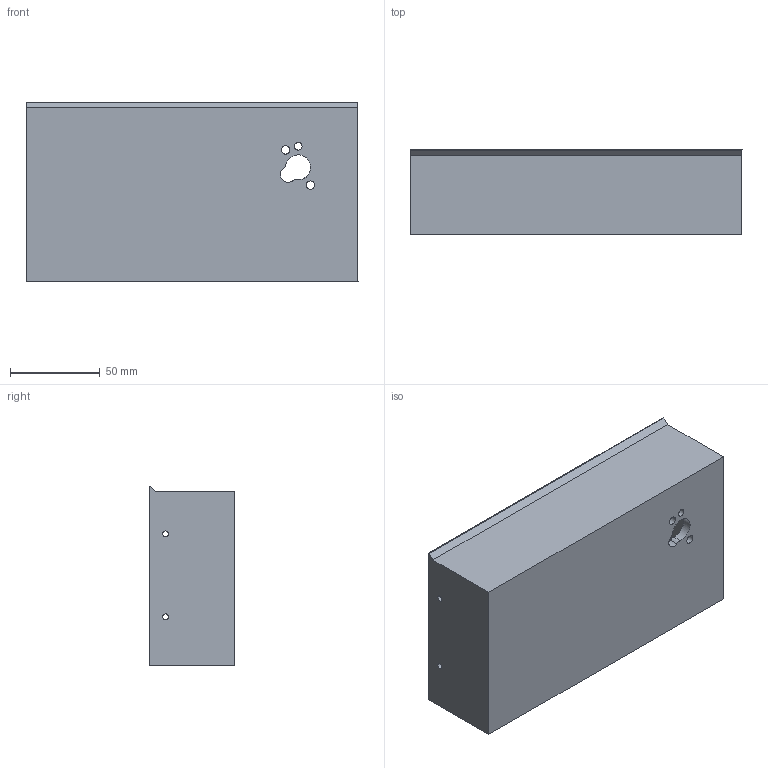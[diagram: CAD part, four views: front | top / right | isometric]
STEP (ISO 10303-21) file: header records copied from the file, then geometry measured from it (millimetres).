
FILE_DESCRIPTION(('HOOPS Exchange Step'),'2;1');
FILE_NAME('Umbilical Panel NH36.stp','2026-02-25T15:16:31-05:00',('RED'),('Unknown organisation'),'HOOPS Exchange 2025.8','HOOPS Exchange','Unknown authorisation');
FILE_SCHEMA( ('AP203_CONFIGURATION_CONTROLLED_3D_DESIGN_OF_MECHANICAL_PARTS_AND_ASSEMBLIES_MIM_LF') );
Length unit declared in the file: millimetre
Products named in the file (2): 0; root
Assembly tree (1 placements, depth 2):
  root
    0
Bounding box: 185.04 x 47.57 x 100 mm (x, y, z)
Volume: 195665.8 mm3; surface area: 86542.4 mm2
Topology: 1 solids, 1 shells, 67 faces, 187 edges, 133 vertices
Faces by surface type: plane 35, cylinder 24, bspline 8
Full cylindrical faces by diameter (mm): 3.2 x3, 4.3 x1, 4.7 x10
Entity records: 6030 total; most frequent: CARTESIAN_POINT 4219, ORIENTED_EDGE 374, DIRECTION 340, EDGE_CURVE 187, VERTEX_POINT 133, AXIS2_PLACEMENT_3D 128, EDGE_LOOP 104, FACE_BOUND 104
